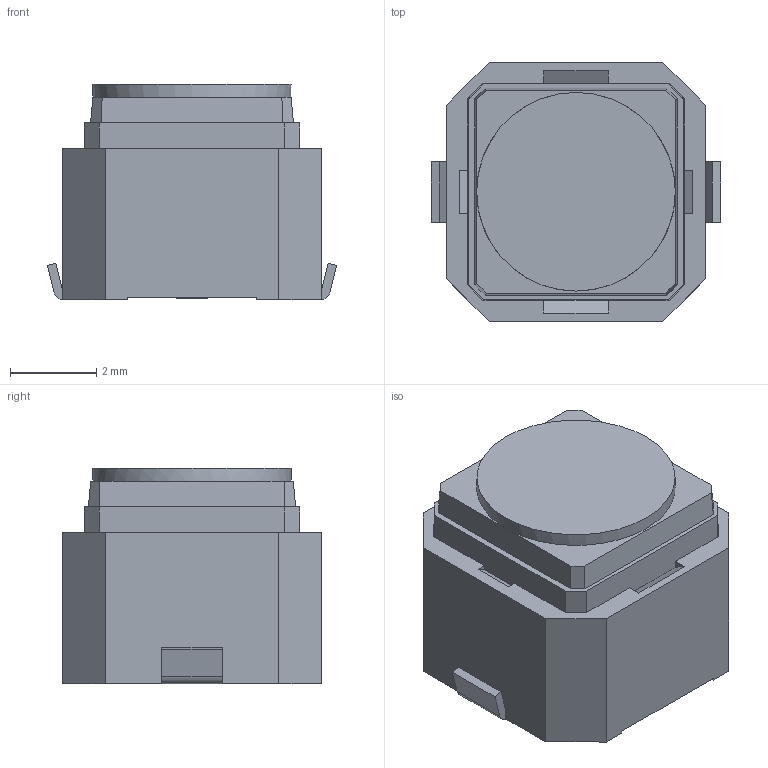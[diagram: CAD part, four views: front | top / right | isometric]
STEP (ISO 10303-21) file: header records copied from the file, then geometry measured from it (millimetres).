
FILE_DESCRIPTION(/* description */ ('Unknown'),/* implementation_level */ '2;1');
FILE_NAME(/* name */ '4301330508x6',/* time_stamp */ '2021-08-10T10:28:12+02:00',/* author */ ('Unknown'),/* organization */ ('Unknown'),/* preprocessor_version */ 'ST-DEVELOPER v16.7',/* originating_system */ 'Solid Edge',/* authorisation */ 'Unknown');
FILE_SCHEMA (('AUTOMOTIVE_DESIGN {1 0 10303 214 3 1 1}'));
Length unit declared in the file: millimetre
Products named in the file (4): 4301330508x6; Base; Cap; Contact
Assembly tree (3 placements, depth 2):
  4301330508x6
    Base
    Cap
    Contact
Bounding box: 6.7 x 6 x 5 mm (x, y, z)
Volume: 97.1 mm3; surface area: 296.6 mm2
Topology: 4 solids, 4 shells, 153 faces, 405 edges, 270 vertices
Faces by surface type: plane 129, bspline 13, cylinder 11
Full cylindrical faces by diameter (mm): 0.3 x4, 4.6 x1
Entity records: 5681 total; most frequent: CARTESIAN_POINT 1294, ORIENTED_EDGE 790, DIRECTION 600, EDGE_CURVE 395, VERTEX_POINT 265, LINE 262, VECTOR 262, AXIS2_PLACEMENT_3D 169
